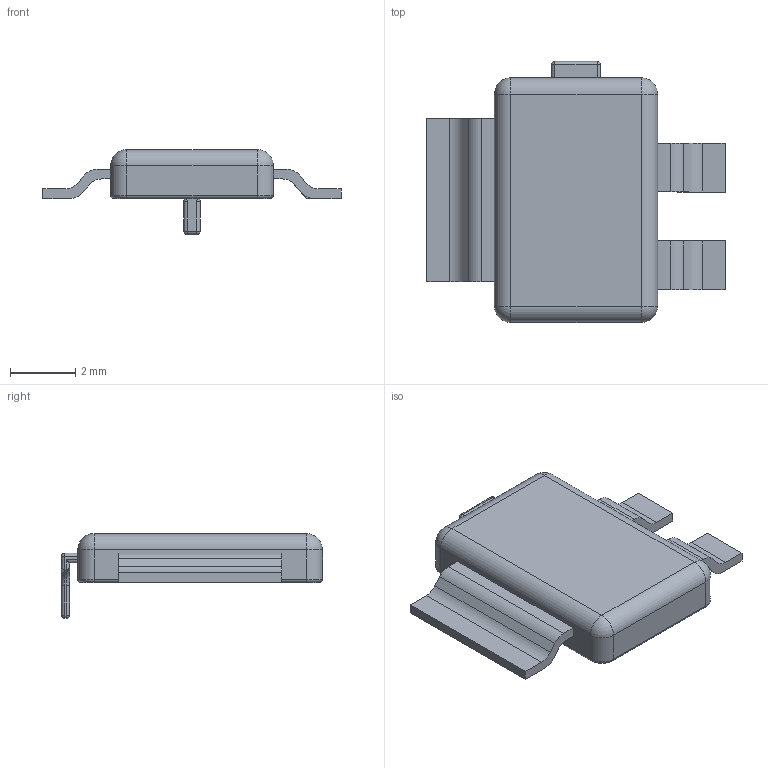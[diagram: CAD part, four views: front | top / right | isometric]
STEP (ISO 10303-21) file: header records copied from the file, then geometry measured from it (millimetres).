
FILE_DESCRIPTION(/* description */ (''),/* implementation_level */ '2;1');
FILE_NAME(/* name */ 'magIC.stp',/* time_stamp */ '2021-04-05T15:39:36-05:00',/* author */ (''),/* organization */ (''),/* preprocessor_version */ 'ST-DEVELOPER v16.7',/* originating_system */ 'SIEMENS PLM Software NX 1859',/* authorisation */ '');
FILE_SCHEMA (('AUTOMOTIVE_DESIGN { 1 0 10303 214 3 1 1 1 }'));
Length unit declared in the file: millimetre
Products named in the file (1): magIC
Bounding box: 9.14 x 8 x 2.6 mm (x, y, z)
Volume: 60.7 mm3; surface area: 149.7 mm2
Topology: 1 solids, 1 shells, 101 faces, 247 edges, 142 vertices
Faces by surface type: plane 42, cylinder 41, sphere 10, torus 8
Entity records: 2939 total; most frequent: CARTESIAN_POINT 553, DIRECTION 521, ORIENTED_EDGE 474, EDGE_CURVE 237, AXIS2_PLACEMENT_3D 186, LINE 149, VECTOR 149, VERTEX_POINT 142
